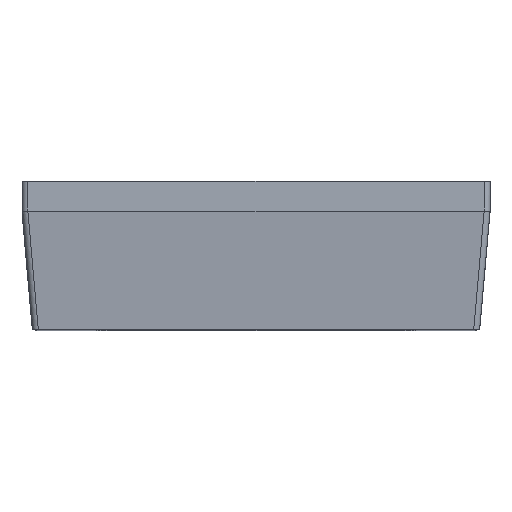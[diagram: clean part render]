
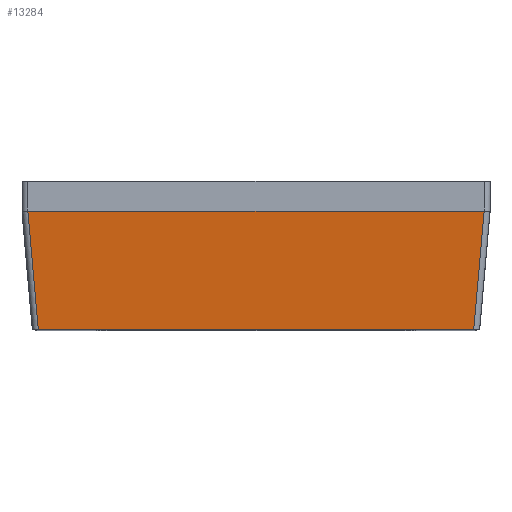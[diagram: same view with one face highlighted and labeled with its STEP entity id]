
A CAD part, top view. The second image highlights one B-rep face of the part: STEP entity #13284.
In plain terms, the highlighted planar face has unit normal (0, -0.087, 0.996).
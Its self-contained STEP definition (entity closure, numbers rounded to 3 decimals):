
#930 = DIRECTION ( 'NONE',  ( 0., -0.087, 0.996 ) ) ;
#1059 = CARTESIAN_POINT ( 'NONE',  ( -7.7, 1.4, 20.5 ) ) ;
#2060 = CARTESIAN_POINT ( 'NONE',  ( 7.701, 1.4, 20.5 ) ) ;
#2143 = EDGE_CURVE ( 'NONE', #9060, #11218, #3650, .T. ) ;
#3484 = CARTESIAN_POINT ( 'NONE',  ( 0., 1.4, 20.5 ) ) ;
#3650 = LINE ( 'NONE', #4989, #13808 ) ;
#4925 = CARTESIAN_POINT ( 'NONE',  ( 7.7, 1.4, 20.5 ) ) ;
#4989 = CARTESIAN_POINT ( 'NONE',  ( -7.9, -2.6, 20.15 ) ) ;
#5173 = ORIENTED_EDGE ( 'NONE', *, *, #7187, .T. ) ;
#5323 = ORIENTED_EDGE ( 'NONE', *, *, #12907, .T. ) ;
#5942 = PLANE ( 'NONE',  #14170 ) ;
#6021 = ORIENTED_EDGE ( 'NONE', *, *, #2143, .F. ) ;
#6213 = CARTESIAN_POINT ( 'NONE',  ( 7.701, 1.4, 20.5 ) ) ;
#6405 = CARTESIAN_POINT ( 'NONE',  ( -7.701, 1.4, 20.5 ) ) ;
#6595 = VECTOR ( 'NONE', #12104, 1000. ) ;
#6632 = ORIENTED_EDGE ( 'NONE', *, *, #11633, .T. ) ;
#7187 = EDGE_CURVE ( 'NONE', #16679, #11690, #12165, .T. ) ;
#7405 = CARTESIAN_POINT ( 'NONE',  ( 7.9, 1.4, 20.5 ) ) ;
#7470 = EDGE_CURVE ( 'NONE', #15780, #11690, #12434, .T. ) ;
#7487 = DIRECTION ( 'NONE',  ( -1., 0., 0. ) ) ;
#8041 = VERTEX_POINT ( 'NONE', #14545 ) ;
#8129 = LINE ( 'NONE', #13389, #6595 ) ;
#8569 = CARTESIAN_POINT ( 'NONE',  ( 7.7, 1.4, 20.5 ) ) ;
#8659 = ORIENTED_EDGE ( 'NONE', *, *, #12092, .T. ) ;
#8769 = CARTESIAN_POINT ( 'NONE',  ( -7.7, 1.4, 20.5 ) ) ;
#9060 = VERTEX_POINT ( 'NONE', #12432 ) ;
#9126 = DIRECTION ( 'NONE',  ( 0.087, 0.992, 0.087 ) ) ;
#9759 =( BOUNDED_CURVE ( )  B_SPLINE_CURVE ( 3, ( #1059, #8769, #6405, #11527 ),
 .UNSPECIFIED., .F., .T. ) 
 B_SPLINE_CURVE_WITH_KNOTS ( ( 4, 4 ),
 ( 0., 0.004 ),
 .UNSPECIFIED. ) 
 CURVE ( )  GEOMETRIC_REPRESENTATION_ITEM ( )  RATIONAL_B_SPLINE_CURVE ( ( 1., 1., 1., 1. ) ) 
 REPRESENTATION_ITEM ( '' )  );
#10039 = CARTESIAN_POINT ( 'NONE',  ( -7.351, -2.6, 20.15 ) ) ;
#10285 = DIRECTION ( 'NONE',  ( -1., 0., 0. ) ) ;
#10390 = VECTOR ( 'NONE', #16533, 1000. ) ;
#10544 = CARTESIAN_POINT ( 'NONE',  ( -7.7, 1.4, 20.5 ) ) ;
#11218 = VERTEX_POINT ( 'NONE', #10039 ) ;
#11527 = CARTESIAN_POINT ( 'NONE',  ( -7.701, 1.4, 20.5 ) ) ;
#11633 = EDGE_CURVE ( 'NONE', #9060, #16679, #13063, .T. ) ;
#11690 = VERTEX_POINT ( 'NONE', #13495 ) ;
#12092 = EDGE_CURVE ( 'NONE', #8041, #11218, #8129, .T. ) ;
#12104 = DIRECTION ( 'NONE',  ( 0.087, -0.992, -0.087 ) ) ;
#12165 =( BOUNDED_CURVE ( )  B_SPLINE_CURVE ( 3, ( #6213, #2060, #8569, #4925 ),
 .UNSPECIFIED., .F., .F. ) 
 B_SPLINE_CURVE_WITH_KNOTS ( ( 4, 4 ),
 ( 3.138, 3.142 ),
 .UNSPECIFIED. ) 
 CURVE ( )  GEOMETRIC_REPRESENTATION_ITEM ( )  RATIONAL_B_SPLINE_CURVE ( ( 1., 1., 1., 1. ) ) 
 REPRESENTATION_ITEM ( '' )  );
#12432 = CARTESIAN_POINT ( 'NONE',  ( 7.351, -2.6, 20.15 ) ) ;
#12434 = LINE ( 'NONE', #7405, #10390 ) ;
#12907 = EDGE_CURVE ( 'NONE', #15780, #8041, #9759, .T. ) ;
#13063 = LINE ( 'NONE', #14679, #16484 ) ;
#13247 = ORIENTED_EDGE ( 'NONE', *, *, #7470, .F. ) ;
#13284 = ADVANCED_FACE ( 'NONE', ( #15074 ), #5942, .T. ) ;
#13389 = CARTESIAN_POINT ( 'NONE',  ( -7.643, 0.736, 20.442 ) ) ;
#13495 = CARTESIAN_POINT ( 'NONE',  ( 7.7, 1.4, 20.5 ) ) ;
#13770 = CARTESIAN_POINT ( 'NONE',  ( 7.701, 1.4, 20.5 ) ) ;
#13808 = VECTOR ( 'NONE', #10285, 1000. ) ;
#14170 = AXIS2_PLACEMENT_3D ( 'NONE', #3484, #930, #7487 ) ;
#14545 = CARTESIAN_POINT ( 'NONE',  ( -7.701, 1.4, 20.5 ) ) ;
#14679 = CARTESIAN_POINT ( 'NONE',  ( 7.643, 0.736, 20.442 ) ) ;
#14938 = EDGE_LOOP ( 'NONE', ( #13247, #5323, #8659, #6021, #6632, #5173 ) ) ;
#15074 = FACE_OUTER_BOUND ( 'NONE', #14938, .T. ) ;
#15780 = VERTEX_POINT ( 'NONE', #10544 ) ;
#16484 = VECTOR ( 'NONE', #9126, 1000. ) ;
#16533 = DIRECTION ( 'NONE',  ( 1., 0., 0. ) ) ;
#16679 = VERTEX_POINT ( 'NONE', #13770 ) ;
